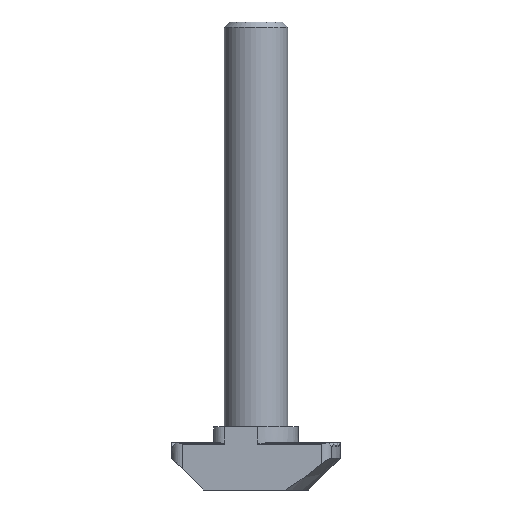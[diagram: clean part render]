
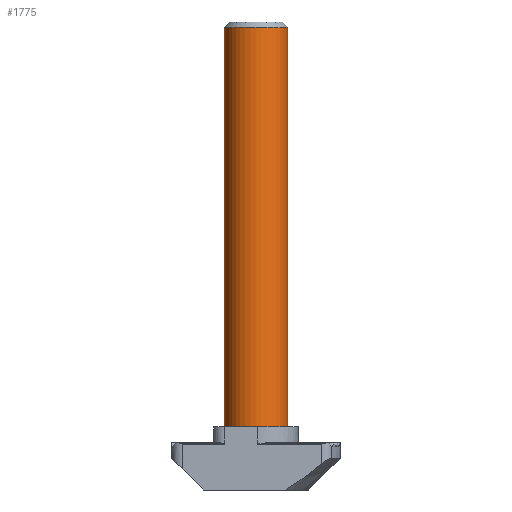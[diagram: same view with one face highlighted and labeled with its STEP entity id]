
A CAD part, front view. The second image highlights one B-rep face of the part: STEP entity #1775.
In plain terms, the highlighted cylindrical face has radius 3 mm (diameter 6 mm), a partial arc.
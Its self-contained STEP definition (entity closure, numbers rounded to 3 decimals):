
#91 = DIRECTION ( 'NONE',  ( -1., 0., 0. ) ) ;
#108 = DIRECTION ( 'NONE',  ( 0., 0., 1. ) ) ;
#123 = EDGE_CURVE ( 'NONE', #1872, #2502, #995, .T. ) ;
#132 = CARTESIAN_POINT ( 'NONE',  ( 0., 0., 6. ) ) ;
#173 = AXIS2_PLACEMENT_3D ( 'NONE', #513, #1195, #975 ) ;
#233 = VERTEX_POINT ( 'NONE', #2495 ) ;
#437 = VECTOR ( 'NONE', #620, 1000. ) ;
#508 = CARTESIAN_POINT ( 'NONE',  ( 0., 0., 44. ) ) ;
#513 = CARTESIAN_POINT ( 'NONE',  ( 0., 0., -0.769 ) ) ;
#549 = AXIS2_PLACEMENT_3D ( 'NONE', #508, #2130, #736 ) ;
#620 = DIRECTION ( 'NONE',  ( 0., 0., -1. ) ) ;
#682 = FACE_OUTER_BOUND ( 'NONE', #2730, .T. ) ;
#736 = DIRECTION ( 'NONE',  ( -1., 0., 0. ) ) ;
#909 = ORIENTED_EDGE ( 'NONE', *, *, #935, .T. ) ;
#935 = EDGE_CURVE ( 'NONE', #233, #1872, #1136, .T. ) ;
#975 = DIRECTION ( 'NONE',  ( -1., 0., 0. ) ) ;
#995 = CIRCLE ( 'NONE', #1330, 3. ) ;
#1005 = CARTESIAN_POINT ( 'NONE',  ( -3., 0., 6. ) ) ;
#1136 = LINE ( 'NONE', #2972, #1210 ) ;
#1195 = DIRECTION ( 'NONE',  ( 0., 0., -1. ) ) ;
#1210 = VECTOR ( 'NONE', #1583, 1000. ) ;
#1330 = AXIS2_PLACEMENT_3D ( 'NONE', #132, #108, #91 ) ;
#1407 = CIRCLE ( 'NONE', #549, 3. ) ;
#1524 = ORIENTED_EDGE ( 'NONE', *, *, #2890, .F. ) ;
#1583 = DIRECTION ( 'NONE',  ( 0., 0., -1. ) ) ;
#1667 = LINE ( 'NONE', #2259, #437 ) ;
#1775 = ADVANCED_FACE ( 'NONE', ( #682 ), #2859, .T. ) ;
#1872 = VERTEX_POINT ( 'NONE', #1005 ) ;
#1990 = CARTESIAN_POINT ( 'NONE',  ( 3., 0., 6. ) ) ;
#2013 = ORIENTED_EDGE ( 'NONE', *, *, #2713, .T. ) ;
#2130 = DIRECTION ( 'NONE',  ( 0., 0., -1. ) ) ;
#2259 = CARTESIAN_POINT ( 'NONE',  ( 3., 0., -0.769 ) ) ;
#2271 = ORIENTED_EDGE ( 'NONE', *, *, #123, .T. ) ;
#2316 = CARTESIAN_POINT ( 'NONE',  ( 3., 0., 44. ) ) ;
#2495 = CARTESIAN_POINT ( 'NONE',  ( -3., 0., 44. ) ) ;
#2502 = VERTEX_POINT ( 'NONE', #1990 ) ;
#2713 = EDGE_CURVE ( 'NONE', #2962, #233, #1407, .T. ) ;
#2730 = EDGE_LOOP ( 'NONE', ( #1524, #2013, #909, #2271 ) ) ;
#2859 = CYLINDRICAL_SURFACE ( 'NONE', #173, 3. ) ;
#2890 = EDGE_CURVE ( 'NONE', #2962, #2502, #1667, .T. ) ;
#2962 = VERTEX_POINT ( 'NONE', #2316 ) ;
#2972 = CARTESIAN_POINT ( 'NONE',  ( -3., 0., -0.769 ) ) ;
